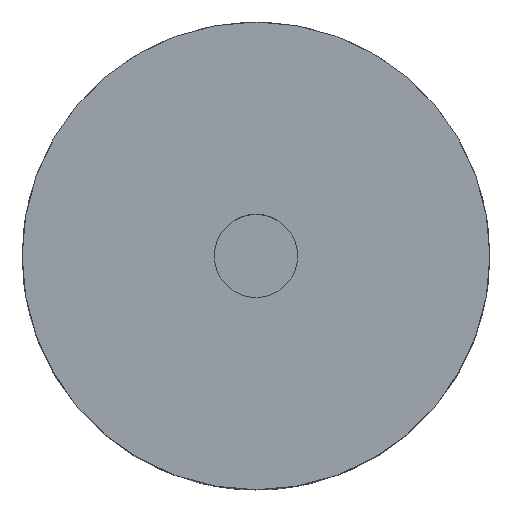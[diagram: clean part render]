
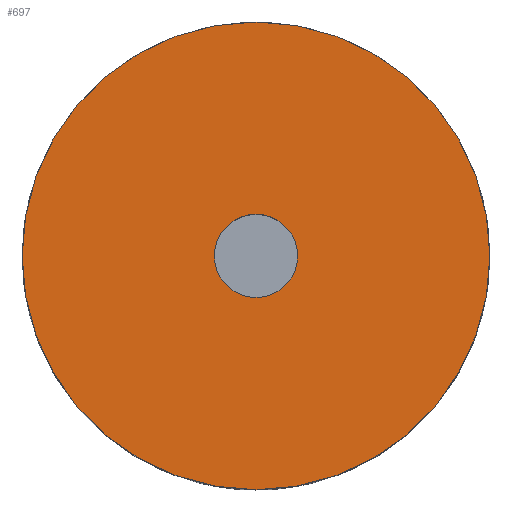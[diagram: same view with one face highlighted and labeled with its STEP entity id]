
A CAD part, top view. The second image highlights one B-rep face of the part: STEP entity #697.
In plain terms, the highlighted planar face has unit normal (0, 0, 1).
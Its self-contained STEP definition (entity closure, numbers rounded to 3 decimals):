
#150 = VERTEX_POINT('',#151);
#151 = CARTESIAN_POINT('',(2.8,0.,4.5));
#157 = EDGE_CURVE('',#158,#150,#160,.T.);
#158 = VERTEX_POINT('',#159);
#159 = CARTESIAN_POINT('',(1.2,0.,4.5));
#160 = CIRCLE('',#161,0.8);
#161 = AXIS2_PLACEMENT_3D('',#162,#163,#164);
#162 = CARTESIAN_POINT('',(2.,0.,4.5));
#163 = DIRECTION('',(0.,0.,1.));
#164 = DIRECTION('',(1.,0.,0.));
#231 = EDGE_CURVE('',#232,#234,#236,.T.);
#232 = VERTEX_POINT('',#233);
#233 = CARTESIAN_POINT('',(6.5,0.,4.5));
#234 = VERTEX_POINT('',#235);
#235 = CARTESIAN_POINT('',(-2.5,0.,4.5));
#236 = CIRCLE('',#237,4.5);
#237 = AXIS2_PLACEMENT_3D('',#238,#239,#240);
#238 = CARTESIAN_POINT('',(2.,0.,4.5));
#239 = DIRECTION('',(0.,0.,1.));
#240 = DIRECTION('',(1.,0.,0.));
#684 = EDGE_CURVE('',#234,#232,#685,.T.);
#685 = CIRCLE('',#686,4.5);
#686 = AXIS2_PLACEMENT_3D('',#687,#688,#689);
#687 = CARTESIAN_POINT('',(2.,0.,4.5));
#688 = DIRECTION('',(0.,0.,1.));
#689 = DIRECTION('',(1.,0.,0.));
#697 = ADVANCED_FACE('',(#698,#702),#712,.T.);
#698 = FACE_BOUND('',#699,.T.);
#699 = EDGE_LOOP('',(#700,#701));
#700 = ORIENTED_EDGE('',*,*,#684,.T.);
#701 = ORIENTED_EDGE('',*,*,#231,.T.);
#702 = FACE_BOUND('',#703,.T.);
#703 = EDGE_LOOP('',(#704,#711));
#704 = ORIENTED_EDGE('',*,*,#705,.F.);
#705 = EDGE_CURVE('',#150,#158,#706,.T.);
#706 = CIRCLE('',#707,0.8);
#707 = AXIS2_PLACEMENT_3D('',#708,#709,#710);
#708 = CARTESIAN_POINT('',(2.,0.,4.5));
#709 = DIRECTION('',(0.,0.,1.));
#710 = DIRECTION('',(1.,0.,0.));
#711 = ORIENTED_EDGE('',*,*,#157,.F.);
#712 = PLANE('',#713);
#713 = AXIS2_PLACEMENT_3D('',#714,#715,#716);
#714 = CARTESIAN_POINT('',(2.,0.,4.5));
#715 = DIRECTION('',(0.,0.,1.));
#716 = DIRECTION('',(0.,1.,0.));
